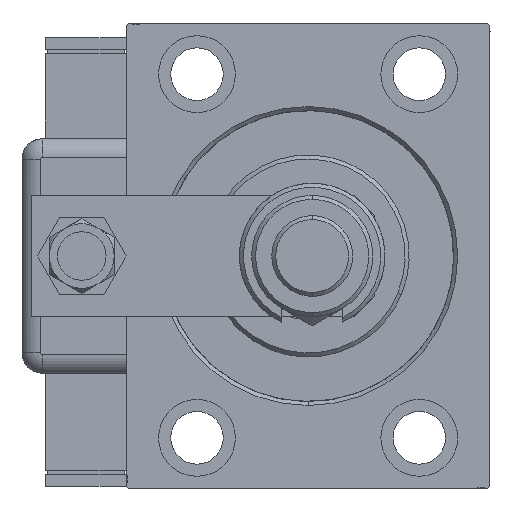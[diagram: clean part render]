
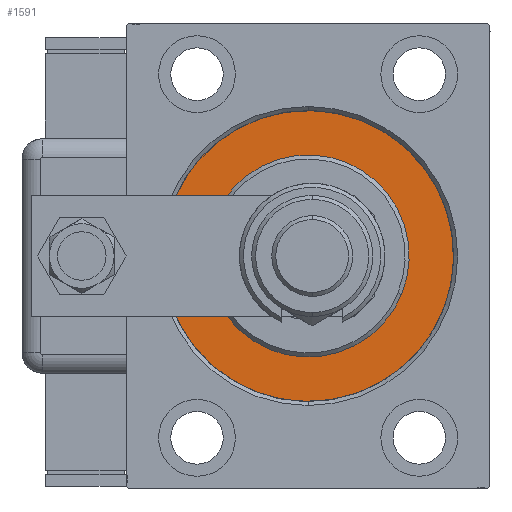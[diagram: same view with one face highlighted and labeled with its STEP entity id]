
A CAD part, left-side view. The second image highlights one B-rep face of the part: STEP entity #1591.
In plain terms, the highlighted face is planar.
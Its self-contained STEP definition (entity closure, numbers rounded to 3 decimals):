
#1591 = ADVANCED_FACE ( 'NONE', ( #25958, #55760 ), #46564, .F. ) ;
#3578 = CIRCLE ( 'NONE', #16749, 25. ) ;
#5918 = DIRECTION ( 'NONE',  ( -1., 0., 0. ) ) ;
#5929 = EDGE_LOOP ( 'NONE', ( #46578, #24789 ) ) ;
#6243 = EDGE_CURVE ( 'NONE', #50346, #21434, #24899, .T. ) ;
#7370 = CARTESIAN_POINT ( 'NONE',  ( 0., 0., 25. ) ) ;
#11393 = DIRECTION ( 'NONE',  ( 0., 0., 1. ) ) ;
#11871 = CARTESIAN_POINT ( 'NONE',  ( 0., 0., -36. ) ) ;
#12019 = CARTESIAN_POINT ( 'NONE',  ( 0., 0., 0. ) ) ;
#13116 = CARTESIAN_POINT ( 'NONE',  ( 0., 0., 0. ) ) ;
#16749 = AXIS2_PLACEMENT_3D ( 'NONE', #41234, #26008, #60574 ) ;
#18486 = DIRECTION ( 'NONE',  ( 0., 0., -1. ) ) ;
#20939 = EDGE_CURVE ( 'NONE', #21434, #50346, #47687, .T. ) ;
#21434 = VERTEX_POINT ( 'NONE', #11871 ) ;
#24789 = ORIENTED_EDGE ( 'NONE', *, *, #44124, .F. ) ;
#24899 = CIRCLE ( 'NONE', #37094, 36. ) ;
#25958 = FACE_BOUND ( 'NONE', #5929, .T. ) ;
#26008 = DIRECTION ( 'NONE',  ( 1., 0., 0. ) ) ;
#31036 = DIRECTION ( 'NONE',  ( -1., 0., 0. ) ) ;
#34295 = CARTESIAN_POINT ( 'NONE',  ( 0., 0., 36. ) ) ;
#35878 = AXIS2_PLACEMENT_3D ( 'NONE', #12019, #31036, #11393 ) ;
#37094 = AXIS2_PLACEMENT_3D ( 'NONE', #43498, #44435, #53623 ) ;
#40189 = ORIENTED_EDGE ( 'NONE', *, *, #6243, .F. ) ;
#40481 = DIRECTION ( 'NONE',  ( 0., 0., 1. ) ) ;
#41206 = EDGE_LOOP ( 'NONE', ( #62404, #40189 ) ) ;
#41234 = CARTESIAN_POINT ( 'NONE',  ( 0., 0., 0. ) ) ;
#43498 = CARTESIAN_POINT ( 'NONE',  ( 0., 0., 0. ) ) ;
#44124 = EDGE_CURVE ( 'NONE', #51193, #44873, #3578, .T. ) ;
#44435 = DIRECTION ( 'NONE',  ( -1., 0., 0. ) ) ;
#44873 = VERTEX_POINT ( 'NONE', #7370 ) ;
#46564 = PLANE ( 'NONE',  #35878 ) ;
#46578 = ORIENTED_EDGE ( 'NONE', *, *, #51084, .F. ) ;
#46686 = AXIS2_PLACEMENT_3D ( 'NONE', #53801, #5918, #40481 ) ;
#47687 = CIRCLE ( 'NONE', #46686, 36. ) ;
#50346 = VERTEX_POINT ( 'NONE', #34295 ) ;
#51084 = EDGE_CURVE ( 'NONE', #44873, #51193, #56492, .T. ) ;
#51193 = VERTEX_POINT ( 'NONE', #53034 ) ;
#52731 = DIRECTION ( 'NONE',  ( 1., 0., 0. ) ) ;
#53034 = CARTESIAN_POINT ( 'NONE',  ( 0., 0., -25. ) ) ;
#53623 = DIRECTION ( 'NONE',  ( 0., 0., 1. ) ) ;
#53801 = CARTESIAN_POINT ( 'NONE',  ( 0., 0., 0. ) ) ;
#55760 = FACE_OUTER_BOUND ( 'NONE', #41206, .T. ) ;
#56492 = CIRCLE ( 'NONE', #59524, 25. ) ;
#59524 = AXIS2_PLACEMENT_3D ( 'NONE', #13116, #52731, #18486 ) ;
#60574 = DIRECTION ( 'NONE',  ( 0., 0., -1. ) ) ;
#62404 = ORIENTED_EDGE ( 'NONE', *, *, #20939, .F. ) ;
